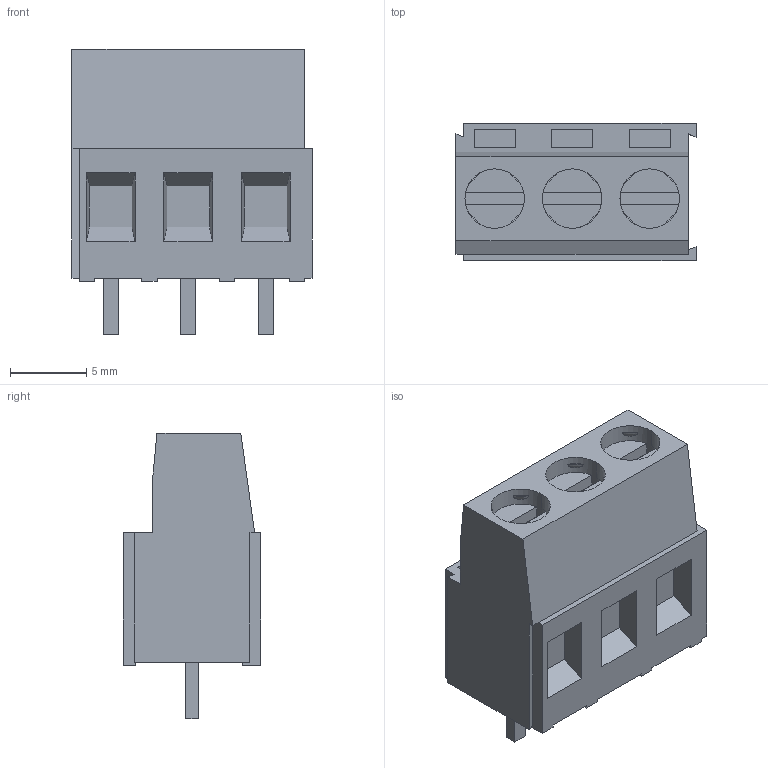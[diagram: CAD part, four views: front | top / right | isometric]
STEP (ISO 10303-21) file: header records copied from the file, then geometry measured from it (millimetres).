
FILE_DESCRIPTION((''),'2;1');
FILE_NAME('C-796949-3','2013-03-12T',('workeradm'),('Tyco Electronics Ltd.'),'PRO/ENGINEER BY PARAMETRIC TECHNOLOGY CORPORATION, 2010430','PRO/ENGINEER BY PARAMETRIC TECHNOLOGY CORPORATION, 2010430','');
FILE_SCHEMA(('AUTOMOTIVE_DESIGN { 1 0 10303 214 1 1 1 1 }'));
Length unit declared in the file: millimetre
Products named in the file (1): C-796949-3
Bounding box: 15.74 x 9 x 18.7 mm (x, y, z)
Volume: 1680.6 mm3; surface area: 1154.8 mm2
Topology: 1 solids, 1 shells, 140 faces, 341 edges, 227 vertices
Faces by surface type: plane 122, bspline 12, cylinder 6
Entity records: 4658 total; most frequent: CARTESIAN_POINT 1062, ORIENTED_EDGE 682, DIRECTION 633, EDGE_CURVE 341, VECTOR 281, LINE 281, VERTEX_POINT 227, AXIS2_PLACEMENT_3D 176
